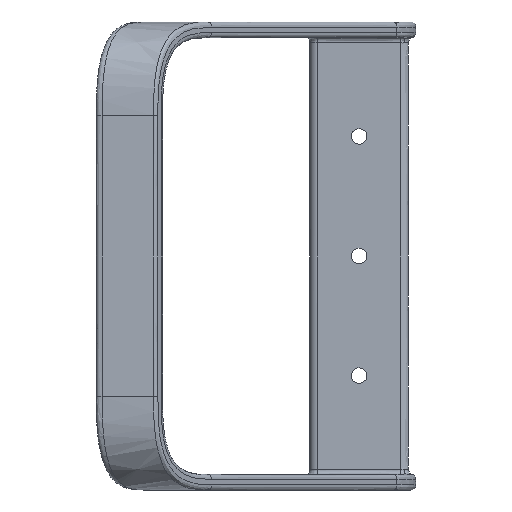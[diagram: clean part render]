
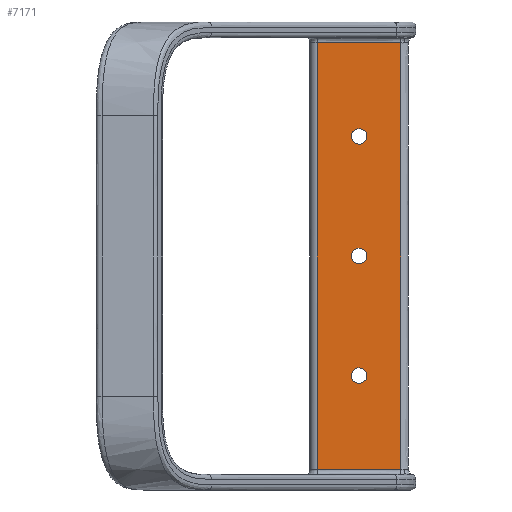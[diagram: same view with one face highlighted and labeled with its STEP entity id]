
A CAD part, front view. The second image highlights one B-rep face of the part: STEP entity #7171.
In plain terms, the highlighted free-form (B-spline) face has degree [1, 1] with [2, 2] control points.
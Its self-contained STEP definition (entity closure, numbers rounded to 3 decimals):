
#22 = VERTEX_POINT('',#23);
#23 = CARTESIAN_POINT('',(52.708,-14.526,
    -104.1));
#41 = VERTEX_POINT('',#42);
#42 = CARTESIAN_POINT('',(52.708,-14.526,
    -118.625));
#47 = EDGE_CURVE('',#22,#41,#48,.T.);
#48 = ( BOUNDED_CURVE() B_SPLINE_CURVE(2,(#49,#50,#51,#52,#53),
.UNSPECIFIED.,.F.,.F.) B_SPLINE_CURVE_WITH_KNOTS((3,2,3),(0.,
1.571,3.142),.PIECEWISE_BEZIER_KNOTS.) CURVE() 
GEOMETRIC_REPRESENTATION_ITEM() RATIONAL_B_SPLINE_CURVE((1.,
0.707,1.,0.707,1.)) REPRESENTATION_ITEM('') );
#49 = CARTESIAN_POINT('',(52.708,-14.526,
    -104.1));
#50 = CARTESIAN_POINT('',(45.446,-14.526,
    -104.1));
#51 = CARTESIAN_POINT('',(45.446,-14.526,
    -111.362));
#52 = CARTESIAN_POINT('',(45.446,-14.526,
    -118.625));
#53 = CARTESIAN_POINT('',(52.708,-14.526,
    -118.625));
#70 = VERTEX_POINT('',#71);
#71 = CARTESIAN_POINT('',(52.708,-14.526,
    118.625));
#89 = VERTEX_POINT('',#90);
#90 = CARTESIAN_POINT('',(52.708,-14.526,
    104.1));
#95 = EDGE_CURVE('',#70,#89,#96,.T.);
#96 = ( BOUNDED_CURVE() B_SPLINE_CURVE(2,(#97,#98,#99,#100,#101),
.UNSPECIFIED.,.F.,.F.) B_SPLINE_CURVE_WITH_KNOTS((3,2,3),(0.,
1.571,3.142),.PIECEWISE_BEZIER_KNOTS.) CURVE() 
GEOMETRIC_REPRESENTATION_ITEM() RATIONAL_B_SPLINE_CURVE((1.,
0.707,1.,0.707,1.)) REPRESENTATION_ITEM('') );
#97 = CARTESIAN_POINT('',(52.708,-14.526,
    118.625));
#98 = CARTESIAN_POINT('',(45.446,-14.526,
    118.625));
#99 = CARTESIAN_POINT('',(45.446,-14.526,
    111.362));
#100 = CARTESIAN_POINT('',(45.446,-14.526,
    104.1));
#101 = CARTESIAN_POINT('',(52.708,-14.526,
    104.1));
#118 = VERTEX_POINT('',#119);
#119 = CARTESIAN_POINT('',(52.708,-14.526,
    7.263));
#137 = VERTEX_POINT('',#138);
#138 = CARTESIAN_POINT('',(52.708,-14.526,
    -7.263));
#143 = EDGE_CURVE('',#118,#137,#144,.T.);
#144 = ( BOUNDED_CURVE() B_SPLINE_CURVE(2,(#145,#146,#147,#148,#149),
.UNSPECIFIED.,.F.,.F.) B_SPLINE_CURVE_WITH_KNOTS((3,2,3),(0.,
1.571,3.142),.PIECEWISE_BEZIER_KNOTS.) CURVE() 
GEOMETRIC_REPRESENTATION_ITEM() RATIONAL_B_SPLINE_CURVE((1.,
0.707,1.,0.707,1.)) REPRESENTATION_ITEM('') );
#145 = CARTESIAN_POINT('',(52.708,-14.526,
    7.263));
#146 = CARTESIAN_POINT('',(45.446,-14.526,
    7.263));
#147 = CARTESIAN_POINT('',(45.446,-14.526,
    0.));
#148 = CARTESIAN_POINT('',(45.446,-14.526,
    -7.263));
#149 = CARTESIAN_POINT('',(52.708,-14.526,
    -7.263));
#166 = VERTEX_POINT('',#167);
#167 = CARTESIAN_POINT('',(13.974,-14.526,
    198.515));
#190 = VERTEX_POINT('',#191);
#191 = CARTESIAN_POINT('',(13.974,-14.526,
    -198.515));
#204 = EDGE_CURVE('',#166,#190,#205,.T.);
#205 = B_SPLINE_CURVE_WITH_KNOTS('',1,(#206,#207),.UNSPECIFIED.,.F.,.F.,
  (2,2),(101.177,511.177),.PIECEWISE_BEZIER_KNOTS.);
#206 = CARTESIAN_POINT('',(13.974,-14.526,
    198.515));
#207 = CARTESIAN_POINT('',(13.974,-14.526,
    -198.515));
#7171 = ADVANCED_FACE('',(#7172,#7183,#7194,#7205),#7231,.F.);
#7172 = FACE_BOUND('',#7173,.T.);
#7173 = EDGE_LOOP('',(#7174,#7175));
#7174 = ORIENTED_EDGE('',*,*,#47,.F.);
#7175 = ORIENTED_EDGE('',*,*,#7176,.F.);
#7176 = EDGE_CURVE('',#41,#22,#7177,.T.);
#7177 = ( BOUNDED_CURVE() B_SPLINE_CURVE(2,(#7178,#7179,#7180,#7181,
#7182),.UNSPECIFIED.,.F.,.F.) B_SPLINE_CURVE_WITH_KNOTS((3,2,3),(
    3.142,4.712,6.283),
.PIECEWISE_BEZIER_KNOTS.) CURVE() GEOMETRIC_REPRESENTATION_ITEM() 
RATIONAL_B_SPLINE_CURVE((1.,0.707,1.,0.707,1.)) 
REPRESENTATION_ITEM('') );
#7178 = CARTESIAN_POINT('',(52.708,-14.526,
    -118.625));
#7179 = CARTESIAN_POINT('',(59.971,-14.526,
    -118.625));
#7180 = CARTESIAN_POINT('',(59.971,-14.526,
    -111.362));
#7181 = CARTESIAN_POINT('',(59.971,-14.526,
    -104.1));
#7182 = CARTESIAN_POINT('',(52.708,-14.526,
    -104.1));
#7183 = FACE_BOUND('',#7184,.T.);
#7184 = EDGE_LOOP('',(#7185,#7186));
#7185 = ORIENTED_EDGE('',*,*,#95,.F.);
#7186 = ORIENTED_EDGE('',*,*,#7187,.F.);
#7187 = EDGE_CURVE('',#89,#70,#7188,.T.);
#7188 = ( BOUNDED_CURVE() B_SPLINE_CURVE(2,(#7189,#7190,#7191,#7192,
#7193),.UNSPECIFIED.,.F.,.F.) B_SPLINE_CURVE_WITH_KNOTS((3,2,3),(
    3.142,4.712,6.283),
.PIECEWISE_BEZIER_KNOTS.) CURVE() GEOMETRIC_REPRESENTATION_ITEM() 
RATIONAL_B_SPLINE_CURVE((1.,0.707,1.,0.707,1.)) 
REPRESENTATION_ITEM('') );
#7189 = CARTESIAN_POINT('',(52.708,-14.526,
    104.1));
#7190 = CARTESIAN_POINT('',(59.971,-14.526,
    104.1));
#7191 = CARTESIAN_POINT('',(59.971,-14.526,
    111.362));
#7192 = CARTESIAN_POINT('',(59.971,-14.526,
    118.625));
#7193 = CARTESIAN_POINT('',(52.708,-14.526,
    118.625));
#7194 = FACE_BOUND('',#7195,.T.);
#7195 = EDGE_LOOP('',(#7196,#7197));
#7196 = ORIENTED_EDGE('',*,*,#143,.F.);
#7197 = ORIENTED_EDGE('',*,*,#7198,.F.);
#7198 = EDGE_CURVE('',#137,#118,#7199,.T.);
#7199 = ( BOUNDED_CURVE() B_SPLINE_CURVE(2,(#7200,#7201,#7202,#7203,
#7204),.UNSPECIFIED.,.F.,.F.) B_SPLINE_CURVE_WITH_KNOTS((3,2,3),(
    3.142,4.712,6.283),
.PIECEWISE_BEZIER_KNOTS.) CURVE() GEOMETRIC_REPRESENTATION_ITEM() 
RATIONAL_B_SPLINE_CURVE((1.,0.707,1.,0.707,1.)) 
REPRESENTATION_ITEM('') );
#7200 = CARTESIAN_POINT('',(52.708,-14.526,
    -7.263));
#7201 = CARTESIAN_POINT('',(59.971,-14.526,
    -7.263));
#7202 = CARTESIAN_POINT('',(59.971,-14.526,
    0.));
#7203 = CARTESIAN_POINT('',(59.971,-14.526,
    7.263));
#7204 = CARTESIAN_POINT('',(52.708,-14.526,
    7.263));
#7205 = FACE_BOUND('',#7206,.T.);
#7206 = EDGE_LOOP('',(#7207,#7208,#7217,#7224));
#7207 = ORIENTED_EDGE('',*,*,#204,.T.);
#7208 = ORIENTED_EDGE('',*,*,#7209,.T.);
#7209 = EDGE_CURVE('',#190,#7210,#7212,.T.);
#7210 = VERTEX_POINT('',#7211);
#7211 = CARTESIAN_POINT('',(91.443,-14.526,
    -198.515));
#7212 = B_SPLINE_CURVE_WITH_KNOTS('',3,(#7213,#7214,#7215,#7216),
  .UNSPECIFIED.,.F.,.F.,(4,4),(0.,1.),.PIECEWISE_BEZIER_KNOTS.);
#7213 = CARTESIAN_POINT('',(13.974,-14.526,
    -198.515));
#7214 = CARTESIAN_POINT('',(39.797,-14.526,
    -198.515));
#7215 = CARTESIAN_POINT('',(65.62,-14.526,
    -198.515));
#7216 = CARTESIAN_POINT('',(91.443,-14.526,
    -198.515));
#7217 = ORIENTED_EDGE('',*,*,#7218,.F.);
#7218 = EDGE_CURVE('',#7219,#7210,#7221,.T.);
#7219 = VERTEX_POINT('',#7220);
#7220 = CARTESIAN_POINT('',(91.443,-14.526,
    198.515));
#7221 = B_SPLINE_CURVE_WITH_KNOTS('',1,(#7222,#7223),.UNSPECIFIED.,.F.,
  .F.,(2,2),(101.177,511.177),.PIECEWISE_BEZIER_KNOTS.);
#7222 = CARTESIAN_POINT('',(91.443,-14.526,
    198.515));
#7223 = CARTESIAN_POINT('',(91.443,-14.526,
    -198.515));
#7224 = ORIENTED_EDGE('',*,*,#7225,.T.);
#7225 = EDGE_CURVE('',#7219,#166,#7226,.T.);
#7226 = B_SPLINE_CURVE_WITH_KNOTS('',3,(#7227,#7228,#7229,#7230),
  .UNSPECIFIED.,.F.,.F.,(4,4),(0.,1.),.PIECEWISE_BEZIER_KNOTS.);
#7227 = CARTESIAN_POINT('',(91.443,-14.526,
    198.515));
#7228 = CARTESIAN_POINT('',(65.62,-14.526,
    198.515));
#7229 = CARTESIAN_POINT('',(39.797,-14.526,
    198.515));
#7230 = CARTESIAN_POINT('',(13.974,-14.526,
    198.515));
#7231 = B_SPLINE_SURFACE_WITH_KNOTS('',1,1,(
    (#7232,#7233)
    ,(#7234,#7235
    )),.UNSPECIFIED.,.F.,.F.,.F.,(2,2),(2,2),(-511.177,
    -101.177),(0.,80.),.PIECEWISE_BEZIER_KNOTS.);
#7232 = CARTESIAN_POINT('',(13.974,-14.526,
    -198.515));
#7233 = CARTESIAN_POINT('',(91.443,-14.526,
    -198.515));
#7234 = CARTESIAN_POINT('',(13.974,-14.526,
    198.515));
#7235 = CARTESIAN_POINT('',(91.443,-14.526,
    198.515));
